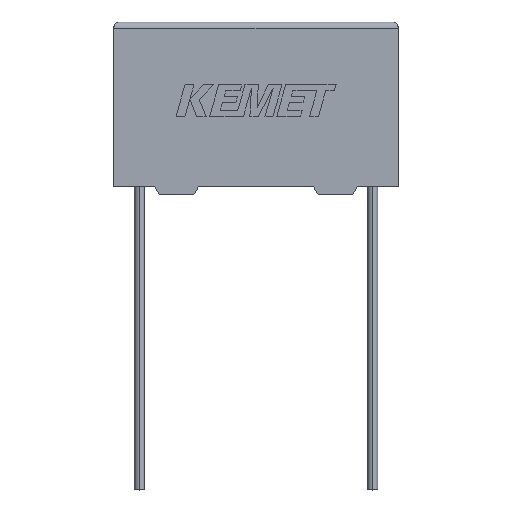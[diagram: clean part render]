
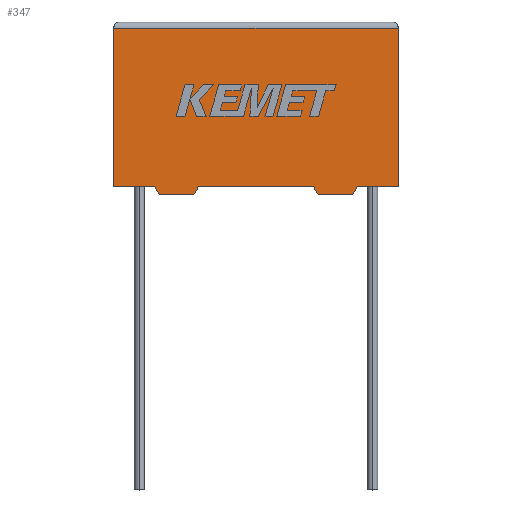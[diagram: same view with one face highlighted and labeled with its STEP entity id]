
A CAD part, top view. The second image highlights one B-rep face of the part: STEP entity #347.
In plain terms, the highlighted planar face has unit normal (0, 0, 1).
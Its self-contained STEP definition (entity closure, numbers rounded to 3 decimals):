
#45 = CARTESIAN_POINT ( 'NONE',  ( 18.3, 0., 5.2 ) ) ;
#48 = VERTEX_POINT ( 'NONE', #2160 ) ;
#121 = ORIENTED_EDGE ( 'NONE', *, *, #1799, .F. ) ;
#173 = CARTESIAN_POINT ( 'NONE',  ( 15.651, 0., 5.2 ) ) ;
#276 = CARTESIAN_POINT ( 'NONE',  ( 18.3, 10.201, 5.2 ) ) ;
#283 = VECTOR ( 'NONE', #1955, 1000. ) ;
#297 = ORIENTED_EDGE ( 'NONE', *, *, #433, .T. ) ;
#304 = DIRECTION ( 'NONE',  ( -1., 0., 0. ) ) ;
#330 = VERTEX_POINT ( 'NONE', #3251 ) ;
#344 = DIRECTION ( 'NONE',  ( 1., 0., 0. ) ) ;
#347 = ADVANCED_FACE ( 'NONE', ( #2223 ), #1512, .F. ) ;
#361 = DIRECTION ( 'NONE',  ( 0., 1., 0. ) ) ;
#409 = LINE ( 'NONE', #945, #283 ) ;
#424 = DIRECTION ( 'NONE',  ( -0.515, -0.857, 0. ) ) ;
#427 = CARTESIAN_POINT ( 'NONE',  ( 5.149, -0.499, 5.2 ) ) ;
#433 = EDGE_CURVE ( 'NONE', #330, #48, #621, .T. ) ;
#489 = DIRECTION ( 'NONE',  ( 0.515, 0.857, 0. ) ) ;
#561 = VERTEX_POINT ( 'NONE', #427 ) ;
#565 = ORIENTED_EDGE ( 'NONE', *, *, #1085, .T. ) ;
#577 = VERTEX_POINT ( 'NONE', #2396 ) ;
#581 = AXIS2_PLACEMENT_3D ( 'NONE', #2517, #2874, #304 ) ;
#621 = LINE ( 'NONE', #2287, #3241 ) ;
#622 = CARTESIAN_POINT ( 'NONE',  ( 2.649, 0., 5.2 ) ) ;
#625 = VECTOR ( 'NONE', #344, 1000. ) ;
#635 = EDGE_CURVE ( 'NONE', #1661, #330, #2575, .T. ) ;
#698 = VERTEX_POINT ( 'NONE', #990 ) ;
#711 = VECTOR ( 'NONE', #831, 1000. ) ;
#713 = ORIENTED_EDGE ( 'NONE', *, *, #1406, .T. ) ;
#745 = DIRECTION ( 'NONE',  ( -1., 0., 0. ) ) ;
#831 = DIRECTION ( 'NONE',  ( 1., 0., 0. ) ) ;
#936 = ORIENTED_EDGE ( 'NONE', *, *, #2265, .T. ) ;
#939 = EDGE_CURVE ( 'NONE', #2286, #698, #1137, .T. ) ;
#945 = CARTESIAN_POINT ( 'NONE',  ( 15.351, -0.499, 5.2 ) ) ;
#979 = VECTOR ( 'NONE', #1315, 1000. ) ;
#990 = CARTESIAN_POINT ( 'NONE',  ( 12.851, 0., 5.2 ) ) ;
#1052 = DIRECTION ( 'NONE',  ( 1., 0., 0. ) ) ;
#1071 = VECTOR ( 'NONE', #745, 1000. ) ;
#1085 = EDGE_CURVE ( 'NONE', #561, #577, #3227, .T. ) ;
#1137 = LINE ( 'NONE', #2290, #979 ) ;
#1142 = CARTESIAN_POINT ( 'NONE',  ( 0., 0., 5.2 ) ) ;
#1197 = LINE ( 'NONE', #622, #1299 ) ;
#1224 = CARTESIAN_POINT ( 'NONE',  ( 0., 0., 5.2 ) ) ;
#1253 = VECTOR ( 'NONE', #489, 1000. ) ;
#1299 = VECTOR ( 'NONE', #2343, 1000. ) ;
#1315 = DIRECTION ( 'NONE',  ( -0.515, 0.857, 0. ) ) ;
#1354 = CARTESIAN_POINT ( 'NONE',  ( 18.3, 0., 5.2 ) ) ;
#1355 = VERTEX_POINT ( 'NONE', #2849 ) ;
#1406 = EDGE_CURVE ( 'NONE', #3020, #1611, #2738, .T. ) ;
#1512 = PLANE ( 'NONE',  #581 ) ;
#1518 = EDGE_CURVE ( 'NONE', #1355, #3020, #3148, .T. ) ;
#1611 = VERTEX_POINT ( 'NONE', #276 ) ;
#1621 = ORIENTED_EDGE ( 'NONE', *, *, #1518, .T. ) ;
#1643 = VECTOR ( 'NONE', #424, 1000. ) ;
#1661 = VERTEX_POINT ( 'NONE', #2602 ) ;
#1681 = LINE ( 'NONE', #173, #1643 ) ;
#1713 = VECTOR ( 'NONE', #3231, 1000. ) ;
#1778 = EDGE_LOOP ( 'NONE', ( #713, #936, #2073, #297, #3056, #2080, #565, #2026, #2772, #121, #2974, #1621 ) ) ;
#1799 = EDGE_CURVE ( 'NONE', #2603, #2286, #409, .T. ) ;
#1879 = DIRECTION ( 'NONE',  ( 1., 0., 0. ) ) ;
#1955 = DIRECTION ( 'NONE',  ( -1., 0., 0. ) ) ;
#1993 = VERTEX_POINT ( 'NONE', #2425 ) ;
#2026 = ORIENTED_EDGE ( 'NONE', *, *, #3089, .T. ) ;
#2035 = VECTOR ( 'NONE', #361, 1000. ) ;
#2064 = CARTESIAN_POINT ( 'NONE',  ( 2.949, -0.499, 5.2 ) ) ;
#2073 = ORIENTED_EDGE ( 'NONE', *, *, #635, .T. ) ;
#2080 = ORIENTED_EDGE ( 'NONE', *, *, #2608, .T. ) ;
#2160 = CARTESIAN_POINT ( 'NONE',  ( 2.649, 0., 5.2 ) ) ;
#2162 = VECTOR ( 'NONE', #1879, 1000. ) ;
#2223 = FACE_OUTER_BOUND ( 'NONE', #1778, .T. ) ;
#2259 = LINE ( 'NONE', #1142, #625 ) ;
#2265 = EDGE_CURVE ( 'NONE', #1611, #1661, #3018, .T. ) ;
#2286 = VERTEX_POINT ( 'NONE', #2700 ) ;
#2287 = CARTESIAN_POINT ( 'NONE',  ( 0., 0., 5.2 ) ) ;
#2290 = CARTESIAN_POINT ( 'NONE',  ( 13.151, -0.499, 5.2 ) ) ;
#2343 = DIRECTION ( 'NONE',  ( 0.515, -0.857, 0. ) ) ;
#2396 = CARTESIAN_POINT ( 'NONE',  ( 5.449, 0., 5.2 ) ) ;
#2425 = CARTESIAN_POINT ( 'NONE',  ( 2.949, -0.499, 5.2 ) ) ;
#2490 = CARTESIAN_POINT ( 'NONE',  ( 5.149, -0.499, 5.2 ) ) ;
#2517 = CARTESIAN_POINT ( 'NONE',  ( 0., 0., 5.2 ) ) ;
#2575 = LINE ( 'NONE', #1224, #1713 ) ;
#2602 = CARTESIAN_POINT ( 'NONE',  ( 0., 10.201, 5.2 ) ) ;
#2603 = VERTEX_POINT ( 'NONE', #3085 ) ;
#2608 = EDGE_CURVE ( 'NONE', #1993, #561, #2982, .T. ) ;
#2700 = CARTESIAN_POINT ( 'NONE',  ( 13.151, -0.499, 5.2 ) ) ;
#2738 = LINE ( 'NONE', #1354, #2035 ) ;
#2772 = ORIENTED_EDGE ( 'NONE', *, *, #939, .F. ) ;
#2849 = CARTESIAN_POINT ( 'NONE',  ( 15.651, 0., 5.2 ) ) ;
#2874 = DIRECTION ( 'NONE',  ( 0., 0., -1. ) ) ;
#2891 = EDGE_CURVE ( 'NONE', #1355, #2603, #1681, .T. ) ;
#2898 = CARTESIAN_POINT ( 'NONE',  ( 0., 0., 5.2 ) ) ;
#2974 = ORIENTED_EDGE ( 'NONE', *, *, #2891, .F. ) ;
#2981 = CARTESIAN_POINT ( 'NONE',  ( 0., 10.201, 5.2 ) ) ;
#2982 = LINE ( 'NONE', #2064, #711 ) ;
#3018 = LINE ( 'NONE', #2981, #1071 ) ;
#3020 = VERTEX_POINT ( 'NONE', #45 ) ;
#3048 = EDGE_CURVE ( 'NONE', #48, #1993, #1197, .T. ) ;
#3056 = ORIENTED_EDGE ( 'NONE', *, *, #3048, .T. ) ;
#3085 = CARTESIAN_POINT ( 'NONE',  ( 15.351, -0.499, 5.2 ) ) ;
#3089 = EDGE_CURVE ( 'NONE', #577, #698, #2259, .T. ) ;
#3148 = LINE ( 'NONE', #2898, #2162 ) ;
#3227 = LINE ( 'NONE', #2490, #1253 ) ;
#3231 = DIRECTION ( 'NONE',  ( 0., -1., 0. ) ) ;
#3241 = VECTOR ( 'NONE', #1052, 1000. ) ;
#3251 = CARTESIAN_POINT ( 'NONE',  ( 0., 0., 5.2 ) ) ;
